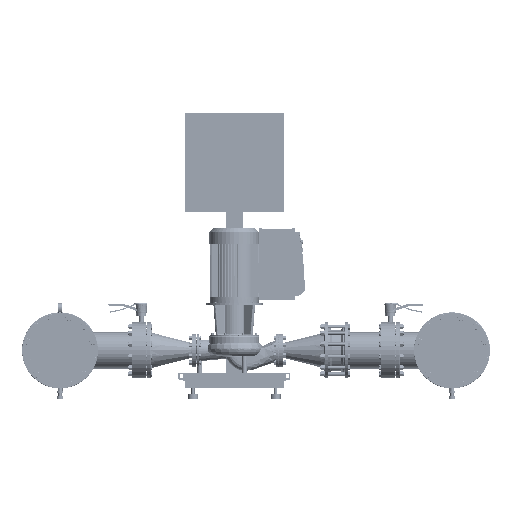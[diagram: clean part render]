
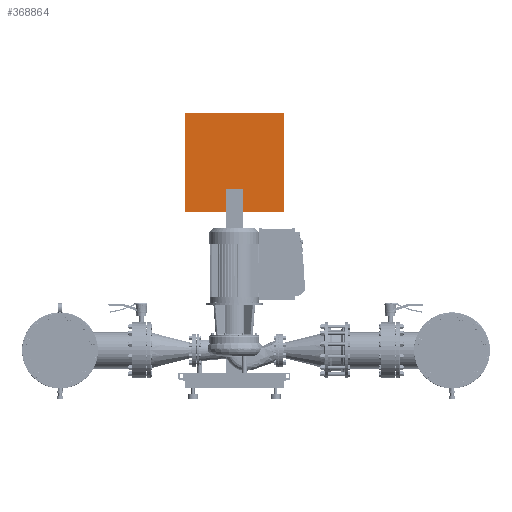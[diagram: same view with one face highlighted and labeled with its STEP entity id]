
A CAD part, left-side view. The second image highlights one B-rep face of the part: STEP entity #368864.
In plain terms, the highlighted planar face has unit normal (-1, 0, 0).
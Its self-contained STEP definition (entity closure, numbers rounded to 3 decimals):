
#368718=CARTESIAN_POINT('',(1580.0,300.0,1730.0));
#368719=VERTEX_POINT('',#368718);
#368726=CARTESIAN_POINT('',(1580.0,-300.,1730.0));
#368727=VERTEX_POINT('',#368726);
#368728=CARTESIAN_POINT('',(1580.0,300.0,1730.0));
#368729=DIRECTION('',(0.0,-1.0,0.0));
#368730=VECTOR('',#368729,600.);
#368731=LINE('',#368728,#368730);
#368732=EDGE_CURVE('',#368719,#368727,#368731,.T.);
#368790=CARTESIAN_POINT('',(1580.0,300.0,1130.0));
#368791=VERTEX_POINT('',#368790);
#368798=CARTESIAN_POINT('',(1580.0,300.0,1130.0));
#368799=DIRECTION('',(0.0,0.0,1.0));
#368800=VECTOR('',#368799,600.0);
#368801=LINE('',#368798,#368800);
#368802=EDGE_CURVE('',#368791,#368719,#368801,.T.);
#368814=CARTESIAN_POINT('',(1580.0,-300.0,1130.0));
#368815=VERTEX_POINT('',#368814);
#368822=CARTESIAN_POINT('',(1580.0,-300.0,1130.0));
#368823=DIRECTION('',(0.0,1.0,0.0));
#368824=VECTOR('',#368823,600.0);
#368825=LINE('',#368822,#368824);
#368826=EDGE_CURVE('',#368815,#368791,#368825,.T.);
#368840=CARTESIAN_POINT('',(1580.0,-300.,1730.0));
#368841=DIRECTION('',(0.0,0.0,-1.0));
#368842=VECTOR('',#368841,600.0);
#368843=LINE('',#368840,#368842);
#368844=EDGE_CURVE('',#368727,#368815,#368843,.T.);
#368853=CARTESIAN_POINT('',(1580.0,0.,1430.0));
#368854=DIRECTION('',(1.0,0.0,0.0));
#368855=DIRECTION('',(0.0,1.0,0.0));
#368856=AXIS2_PLACEMENT_3D('',#368853,#368854,#368855);
#368857=PLANE('',#368856);
#368858=ORIENTED_EDGE('',*,*,#368732,.F.);
#368859=ORIENTED_EDGE('',*,*,#368802,.F.);
#368860=ORIENTED_EDGE('',*,*,#368826,.F.);
#368861=ORIENTED_EDGE('',*,*,#368844,.F.);
#368862=EDGE_LOOP('',(#368858,#368859,#368860,#368861));
#368863=FACE_OUTER_BOUND('',#368862,.T.);
#368864=ADVANCED_FACE('',(#368863),#368857,.F.);
